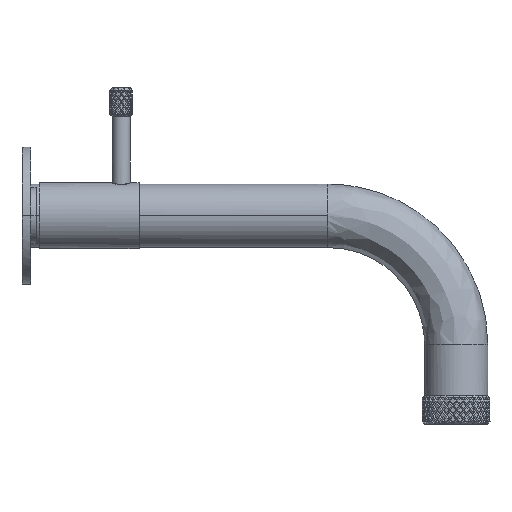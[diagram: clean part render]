
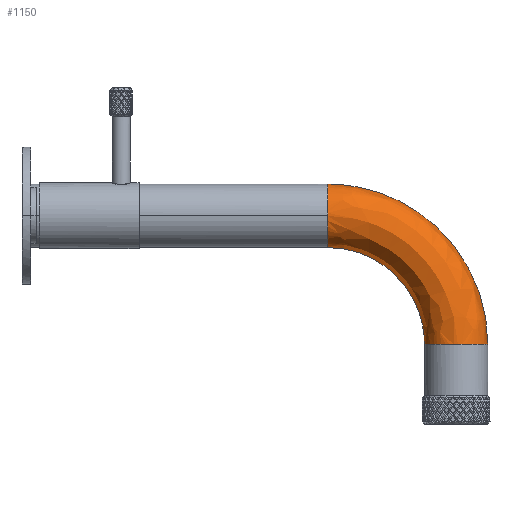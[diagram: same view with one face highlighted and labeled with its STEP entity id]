
A CAD part, left-side view. The second image highlights one B-rep face of the part: STEP entity #1150.
In plain terms, the highlighted free-form (B-spline) face has degree [2, 2] with [9, 9] control points.
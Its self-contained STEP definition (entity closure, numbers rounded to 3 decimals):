
#1150=ADVANCED_FACE('',(#4078),#40939,.T.);
#4078=FACE_OUTER_BOUND('',#7138,.T.);
#7138=EDGE_LOOP('',(#13975,#13976,#13977,#13978,#13979));
#13975=ORIENTED_EDGE('',*,*,#24997,.T.);
#13976=ORIENTED_EDGE('',*,*,#25001,.T.);
#13977=ORIENTED_EDGE('',*,*,#24998,.T.);
#13978=ORIENTED_EDGE('',*,*,#24999,.T.);
#13979=ORIENTED_EDGE('',*,*,#25000,.T.);
#24997=EDGE_CURVE('',#37630,#37631,#33712,.T.);
#24998=EDGE_CURVE('',#37632,#37633,#33713,.T.);
#24999=EDGE_CURVE('',#37633,#37634,#33714,.T.);
#25000=EDGE_CURVE('',#37634,#37630,#33715,.T.);
#25001=EDGE_CURVE('',#37631,#37632,#33716,.T.);
#33712=(
BOUNDED_CURVE()
B_SPLINE_CURVE(2,(#53752,#53753,#53754,#53755,#53756),.UNSPECIFIED.,.F.,
 .F.)
B_SPLINE_CURVE_WITH_KNOTS((3,2,3),(0.,17.436,34.872),
 .UNSPECIFIED.)
CURVE()
GEOMETRIC_REPRESENTATION_ITEM()
RATIONAL_B_SPLINE_CURVE((1.,0.707,1.,0.707,1.))
REPRESENTATION_ITEM('')
);
#33713=(
BOUNDED_CURVE()
B_SPLINE_CURVE(2,(#53757,#53758,#53759),.UNSPECIFIED.,.F.,.F.)
B_SPLINE_CURVE_WITH_KNOTS((3,3),(0.,17.436),.UNSPECIFIED.)
CURVE()
GEOMETRIC_REPRESENTATION_ITEM()
RATIONAL_B_SPLINE_CURVE((1.,0.707,1.))
REPRESENTATION_ITEM('')
);
#33714=(
BOUNDED_CURVE()
B_SPLINE_CURVE(2,(#53760,#53761,#53762),.UNSPECIFIED.,.F.,.F.)
B_SPLINE_CURVE_WITH_KNOTS((3,3),(0.,17.436),.UNSPECIFIED.)
CURVE()
GEOMETRIC_REPRESENTATION_ITEM()
RATIONAL_B_SPLINE_CURVE((1.,0.707,1.))
REPRESENTATION_ITEM('')
);
#33715=(
BOUNDED_CURVE()
B_SPLINE_CURVE(2,(#53763,#53764,#53765),.UNSPECIFIED.,.F.,.F.)
B_SPLINE_CURVE_WITH_KNOTS((3,3),(0.,53.25),.UNSPECIFIED.)
CURVE()
GEOMETRIC_REPRESENTATION_ITEM()
RATIONAL_B_SPLINE_CURVE((1.,0.707,1.))
REPRESENTATION_ITEM('')
);
#33716=(
BOUNDED_CURVE()
B_SPLINE_CURVE(2,(#53766,#53767,#53768),.UNSPECIFIED.,.F.,.F.)
B_SPLINE_CURVE_WITH_KNOTS((3,3),(70.686,141.372),
 .UNSPECIFIED.)
CURVE()
GEOMETRIC_REPRESENTATION_ITEM()
RATIONAL_B_SPLINE_CURVE((1.,0.707,1.))
REPRESENTATION_ITEM('')
);
#37630=VERTEX_POINT('',#53742);
#37631=VERTEX_POINT('',#53743);
#37632=VERTEX_POINT('',#53744);
#37633=VERTEX_POINT('',#53745);
#37634=VERTEX_POINT('',#53746);
#40939=(
BOUNDED_SURFACE()
B_SPLINE_SURFACE(2,2,((#53574,#53575,#53576,#53577,#53578,#53579,#53580,
#53581,#53582),(#53583,#53584,#53585,#53586,#53587,#53588,#53589,#53590,
#53591),(#53592,#53593,#53594,#53595,#53596,#53597,#53598,#53599,#53600),
(#53601,#53602,#53603,#53604,#53605,#53606,#53607,#53608,#53609),(#53610,
#53611,#53612,#53613,#53614,#53615,#53616,#53617,#53618),(#53619,#53620,
#53621,#53622,#53623,#53624,#53625,#53626,#53627),(#53628,#53629,#53630,
#53631,#53632,#53633,#53634,#53635,#53636),(#53637,#53638,#53639,#53640,
#53641,#53642,#53643,#53644,#53645),(#53646,#53647,#53648,#53649,#53650,
#53651,#53652,#53653,#53654)),.UNSPECIFIED.,.T.,.F.,.F.)
B_SPLINE_SURFACE_WITH_KNOTS((3,2,2,2,3),(3,2,2,2,3),(0.,70.686,
141.372,212.058,282.743),(0.,17.436,
34.872,52.308,69.743),.UNSPECIFIED.)
GEOMETRIC_REPRESENTATION_ITEM()
RATIONAL_B_SPLINE_SURFACE(((1.,0.707,1.,0.707,1.,
0.707,1.,0.707,1.),(0.707,0.5,0.707,
0.5,0.707,0.5,0.707,0.5,0.707),(1.,
0.707,1.,0.707,1.,0.707,1.,0.707,
1.),(0.707,0.5,0.707,0.5,0.707,0.5,
0.707,0.5,0.707),(1.,0.707,1.,0.707,
1.,0.707,1.,0.707,1.),(0.707,0.5,0.707,
0.5,0.707,0.5,0.707,0.5,0.707),(1.,
0.707,1.,0.707,1.,0.707,1.,0.707,
1.),(0.707,0.5,0.707,0.5,0.707,0.5,
0.707,0.5,0.707),(1.,0.707,1.,0.707,
1.,0.707,1.,0.707,1.)))
REPRESENTATION_ITEM('')
SURFACE()
);
#53574=CARTESIAN_POINT('',(0.,-107.,-101.1));
#53575=CARTESIAN_POINT('',(-11.1,-107.,-101.1));
#53576=CARTESIAN_POINT('',(-11.1,-107.,-90.));
#53577=CARTESIAN_POINT('',(-11.1,-107.,-78.9));
#53578=CARTESIAN_POINT('',(0.,-107.,-78.9));
#53579=CARTESIAN_POINT('',(11.1,-107.,-78.9));
#53580=CARTESIAN_POINT('',(11.1,-107.,-90.));
#53581=CARTESIAN_POINT('',(11.1,-107.,-101.1));
#53582=CARTESIAN_POINT('',(0.,-107.,-101.1));
#53583=CARTESIAN_POINT('',(0.,-163.1,-101.1));
#53584=CARTESIAN_POINT('',(-11.1,-163.1,-101.1));
#53585=CARTESIAN_POINT('',(-11.1,-152.,-90.));
#53586=CARTESIAN_POINT('',(-11.1,-140.9,-78.9));
#53587=CARTESIAN_POINT('',(0.,-140.9,-78.9));
#53588=CARTESIAN_POINT('',(11.1,-140.9,-78.9));
#53589=CARTESIAN_POINT('',(11.1,-152.,-90.));
#53590=CARTESIAN_POINT('',(11.1,-163.1,-101.1));
#53591=CARTESIAN_POINT('',(0.,-163.1,-101.1));
#53592=CARTESIAN_POINT('',(0.,-163.1,-45.));
#53593=CARTESIAN_POINT('',(-11.1,-163.1,-45.));
#53594=CARTESIAN_POINT('',(-11.1,-152.,-45.));
#53595=CARTESIAN_POINT('',(-11.1,-140.9,-45.));
#53596=CARTESIAN_POINT('',(0.,-140.9,-45.));
#53597=CARTESIAN_POINT('',(11.1,-140.9,-45.));
#53598=CARTESIAN_POINT('',(11.1,-152.,-45.));
#53599=CARTESIAN_POINT('',(11.1,-163.1,-45.));
#53600=CARTESIAN_POINT('',(0.,-163.1,-45.));
#53601=CARTESIAN_POINT('',(0.,-163.1,11.1));
#53602=CARTESIAN_POINT('',(-11.1,-163.1,11.1));
#53603=CARTESIAN_POINT('',(-11.1,-152.,0.));
#53604=CARTESIAN_POINT('',(-11.1,-140.9,-11.1));
#53605=CARTESIAN_POINT('',(0.,-140.9,-11.1));
#53606=CARTESIAN_POINT('',(11.1,-140.9,-11.1));
#53607=CARTESIAN_POINT('',(11.1,-152.,0.));
#53608=CARTESIAN_POINT('',(11.1,-163.1,11.1));
#53609=CARTESIAN_POINT('',(0.,-163.1,11.1));
#53610=CARTESIAN_POINT('',(0.,-107.,11.1));
#53611=CARTESIAN_POINT('',(-11.1,-107.,11.1));
#53612=CARTESIAN_POINT('',(-11.1,-107.,0.));
#53613=CARTESIAN_POINT('',(-11.1,-107.,-11.1));
#53614=CARTESIAN_POINT('',(0.,-107.,-11.1));
#53615=CARTESIAN_POINT('',(11.1,-107.,-11.1));
#53616=CARTESIAN_POINT('',(11.1,-107.,0.));
#53617=CARTESIAN_POINT('',(11.1,-107.,11.1));
#53618=CARTESIAN_POINT('',(0.,-107.,11.1));
#53619=CARTESIAN_POINT('',(0.,-50.9,11.1));
#53620=CARTESIAN_POINT('',(-11.1,-50.9,11.1));
#53621=CARTESIAN_POINT('',(-11.1,-62.,0.));
#53622=CARTESIAN_POINT('',(-11.1,-73.1,-11.1));
#53623=CARTESIAN_POINT('',(0.,-73.1,-11.1));
#53624=CARTESIAN_POINT('',(11.1,-73.1,-11.1));
#53625=CARTESIAN_POINT('',(11.1,-62.,0.));
#53626=CARTESIAN_POINT('',(11.1,-50.9,11.1));
#53627=CARTESIAN_POINT('',(0.,-50.9,11.1));
#53628=CARTESIAN_POINT('',(0.,-50.9,-45.));
#53629=CARTESIAN_POINT('',(-11.1,-50.9,-45.));
#53630=CARTESIAN_POINT('',(-11.1,-62.,-45.));
#53631=CARTESIAN_POINT('',(-11.1,-73.1,-45.));
#53632=CARTESIAN_POINT('',(0.,-73.1,-45.));
#53633=CARTESIAN_POINT('',(11.1,-73.1,-45.));
#53634=CARTESIAN_POINT('',(11.1,-62.,-45.));
#53635=CARTESIAN_POINT('',(11.1,-50.9,-45.));
#53636=CARTESIAN_POINT('',(0.,-50.9,-45.));
#53637=CARTESIAN_POINT('',(0.,-50.9,-101.1));
#53638=CARTESIAN_POINT('',(-11.1,-50.9,-101.1));
#53639=CARTESIAN_POINT('',(-11.1,-62.,-90.));
#53640=CARTESIAN_POINT('',(-11.1,-73.1,-78.9));
#53641=CARTESIAN_POINT('',(0.,-73.1,-78.9));
#53642=CARTESIAN_POINT('',(11.1,-73.1,-78.9));
#53643=CARTESIAN_POINT('',(11.1,-62.,-90.));
#53644=CARTESIAN_POINT('',(11.1,-50.9,-101.1));
#53645=CARTESIAN_POINT('',(0.,-50.9,-101.1));
#53646=CARTESIAN_POINT('',(0.,-107.,-101.1));
#53647=CARTESIAN_POINT('',(-11.1,-107.,-101.1));
#53648=CARTESIAN_POINT('',(-11.1,-107.,-90.));
#53649=CARTESIAN_POINT('',(-11.1,-107.,-78.9));
#53650=CARTESIAN_POINT('',(0.,-107.,-78.9));
#53651=CARTESIAN_POINT('',(11.1,-107.,-78.9));
#53652=CARTESIAN_POINT('',(11.1,-107.,-90.));
#53653=CARTESIAN_POINT('',(11.1,-107.,-101.1));
#53654=CARTESIAN_POINT('',(0.,-107.,-101.1));
#53742=CARTESIAN_POINT('',(0.,-140.9,-45.));
#53743=CARTESIAN_POINT('',(0.,-163.1,-45.));
#53744=CARTESIAN_POINT('',(0.,-107.,11.1));
#53745=CARTESIAN_POINT('',(-11.1,-107.,0.));
#53746=CARTESIAN_POINT('',(0.,-107.,-11.1));
#53752=CARTESIAN_POINT('',(0.,-140.9,-45.));
#53753=CARTESIAN_POINT('',(-11.1,-140.9,-45.));
#53754=CARTESIAN_POINT('',(-11.1,-152.,-45.));
#53755=CARTESIAN_POINT('',(-11.1,-163.1,-45.));
#53756=CARTESIAN_POINT('',(0.,-163.1,-45.));
#53757=CARTESIAN_POINT('',(0.,-107.,11.1));
#53758=CARTESIAN_POINT('',(-11.1,-107.,11.1));
#53759=CARTESIAN_POINT('',(-11.1,-107.,0.));
#53760=CARTESIAN_POINT('',(-11.1,-107.,0.));
#53761=CARTESIAN_POINT('',(-11.1,-107.,-11.1));
#53762=CARTESIAN_POINT('',(0.,-107.,-11.1));
#53763=CARTESIAN_POINT('',(0.,-107.,-11.1));
#53764=CARTESIAN_POINT('',(0.,-140.9,-11.1));
#53765=CARTESIAN_POINT('',(0.,-140.9,-45.));
#53766=CARTESIAN_POINT('',(0.,-163.1,-45.));
#53767=CARTESIAN_POINT('',(0.,-163.1,11.1));
#53768=CARTESIAN_POINT('',(0.,-107.,11.1));
